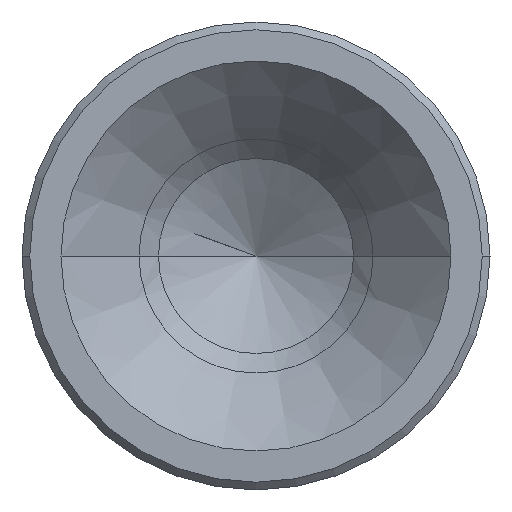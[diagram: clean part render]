
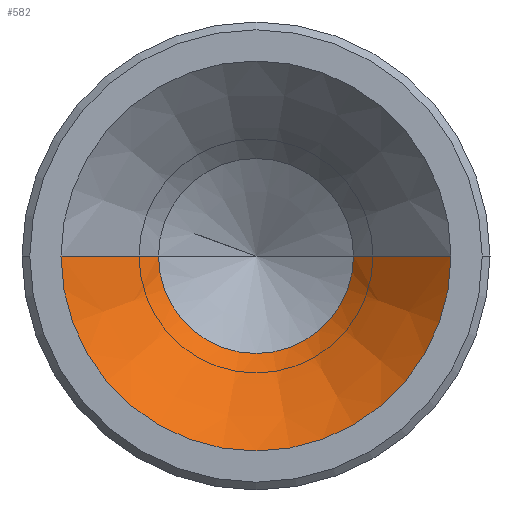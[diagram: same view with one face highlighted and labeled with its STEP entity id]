
A CAD part, left-side view. The second image highlights one B-rep face of the part: STEP entity #582.
In plain terms, the highlighted conical face has half-angle 45 degrees and reference radius 3.75 mm.
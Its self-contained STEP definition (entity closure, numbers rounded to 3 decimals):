
#190=CARTESIAN_POINT('',(0.,0.,0.));
#191=DIRECTION('',(1.,0.,0.));
#192=DIRECTION('',(0.,-1.,0.));
#193=AXIS2_PLACEMENT_3D('',#190,#191,#192);
#214=DIRECTION('',(0.707,0.707,0.));
#215=VECTOR('',#214,3.536);
#216=CARTESIAN_POINT('',(0.,-5.,
0.));
#217=LINE('',#216,#215);
#218=DIRECTION('',(0.707,-0.707,0.));
#219=VECTOR('',#218,3.536);
#220=CARTESIAN_POINT('',(0.,5.,
0.));
#221=LINE('',#220,#219);
#240=CARTESIAN_POINT('',(2.5,0.,0.));
#241=DIRECTION('',(1.,0.,0.));
#242=DIRECTION('',(0.,-1.,0.));
#243=AXIS2_PLACEMENT_3D('',#240,#241,#242);
#296=CARTESIAN_POINT('',(0.,-5.,0.));
#297=CARTESIAN_POINT('',(0.,5.,0.));
#298=VERTEX_POINT('',#296);
#299=VERTEX_POINT('',#297);
#300=CARTESIAN_POINT('',(2.5,-2.5,0.));
#301=CARTESIAN_POINT('',(2.5,2.5,0.));
#302=VERTEX_POINT('',#300);
#303=VERTEX_POINT('',#301);
#568=CARTESIAN_POINT('',(1.25,0.,0.));
#569=DIRECTION('',(-1.,0.,0.));
#570=DIRECTION('',(0.,0.,-1.));
#571=AXIS2_PLACEMENT_3D('',#568,#569,#570);
#572=CONICAL_SURFACE('',#571,3.75,45.);
#573=ORIENTED_EDGE('',*,*,#536,.T.);
#575=ORIENTED_EDGE('',*,*,#574,.T.);
#577=ORIENTED_EDGE('',*,*,#576,.F.);
#579=ORIENTED_EDGE('',*,*,#578,.F.);
#580=EDGE_LOOP('',(#573,#575,#577,#579));
#581=FACE_OUTER_BOUND('',#580,.F.);
#194=CIRCLE('',#193,5.);
#244=CIRCLE('',#243,2.5);
#536=EDGE_CURVE('',#298,#299,#194,.T.);
#574=EDGE_CURVE('',#299,#303,#221,.T.);
#576=EDGE_CURVE('',#302,#303,#244,.T.);
#578=EDGE_CURVE('',#298,#302,#217,.T.);
#582=ADVANCED_FACE('',(#581),#572,.F.);
